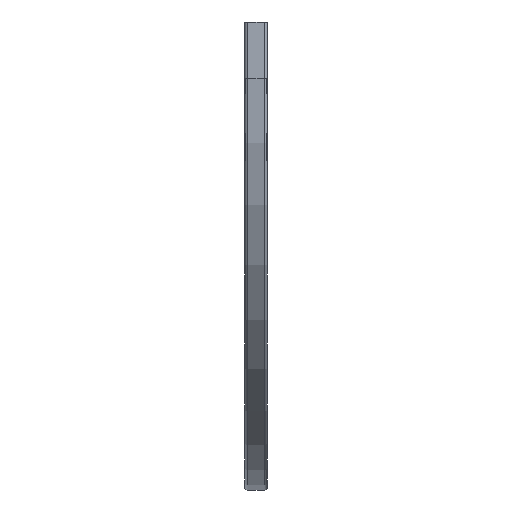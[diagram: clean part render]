
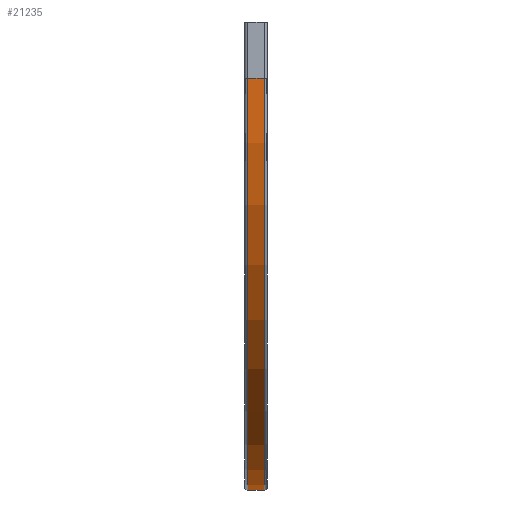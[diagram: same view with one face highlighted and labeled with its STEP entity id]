
A CAD part, left-side view. The second image highlights one B-rep face of the part: STEP entity #21235.
In plain terms, the highlighted cylindrical face has radius 1100 mm (diameter 2200 mm), a partial arc.
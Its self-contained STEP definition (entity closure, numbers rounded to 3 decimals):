
#1100 = FACE_OUTER_BOUND ( 'NONE', #6169, .T. ) ;
#1475 = CARTESIAN_POINT ( 'NONE',  ( -785., 6.791, -150. ) ) ;
#1746 = DIRECTION ( 'NONE',  ( 1., 0., 0. ) ) ;
#2755 = DIRECTION ( 'NONE',  ( 1., 0., 0. ) ) ;
#4069 = VERTEX_POINT ( 'NONE', #4909 ) ;
#4909 = CARTESIAN_POINT ( 'NONE',  ( -785., 22.5, -150. ) ) ;
#6169 = EDGE_LOOP ( 'NONE', ( #25400, #6843, #21452, #16739 ) ) ;
#6843 = ORIENTED_EDGE ( 'NONE', *, *, #31338, .T. ) ;
#7800 = CARTESIAN_POINT ( 'NONE',  ( -785., -22.5, -150. ) ) ;
#8352 = DIRECTION ( 'NONE',  ( 1., 0., 0. ) ) ;
#9944 = CIRCLE ( 'NONE', #26932, 1100. ) ;
#11292 = CARTESIAN_POINT ( 'NONE',  ( 315., -22.5, -1250. ) ) ;
#13221 = AXIS2_PLACEMENT_3D ( 'NONE', #35821, #27529, #8352 ) ;
#14044 = VECTOR ( 'NONE', #31487, 1000. ) ;
#14954 = CYLINDRICAL_SURFACE ( 'NONE', #13221, 1100. ) ;
#15426 = VECTOR ( 'NONE', #31888, 1000. ) ;
#16739 = ORIENTED_EDGE ( 'NONE', *, *, #30893, .F. ) ;
#18306 = DIRECTION ( 'NONE',  ( 0., 1., 0. ) ) ;
#19293 = DIRECTION ( 'NONE',  ( 0., 1., 0. ) ) ;
#21235 = ADVANCED_FACE ( 'NONE', ( #1100 ), #14954, .T. ) ;
#21452 = ORIENTED_EDGE ( 'NONE', *, *, #35056, .T. ) ;
#25400 = ORIENTED_EDGE ( 'NONE', *, *, #28418, .F. ) ;
#25920 = VERTEX_POINT ( 'NONE', #11292 ) ;
#26237 = VERTEX_POINT ( 'NONE', #35038 ) ;
#26423 = CIRCLE ( 'NONE', #35653, 1100. ) ;
#26932 = AXIS2_PLACEMENT_3D ( 'NONE', #35841, #19293, #2755 ) ;
#27529 = DIRECTION ( 'NONE',  ( 0., 1., 0. ) ) ;
#28418 = EDGE_CURVE ( 'NONE', #25920, #26237, #29594, .T. ) ;
#28749 = CARTESIAN_POINT ( 'NONE',  ( 315., 6.791, -1250. ) ) ;
#29594 = LINE ( 'NONE', #28749, #14044 ) ;
#30106 = LINE ( 'NONE', #1475, #15426 ) ;
#30893 = EDGE_CURVE ( 'NONE', #26237, #4069, #26423, .T. ) ;
#31338 = EDGE_CURVE ( 'NONE', #25920, #32305, #9944, .T. ) ;
#31487 = DIRECTION ( 'NONE',  ( 0., 1., 0. ) ) ;
#31888 = DIRECTION ( 'NONE',  ( 0., 1., 0. ) ) ;
#32305 = VERTEX_POINT ( 'NONE', #7800 ) ;
#34821 = CARTESIAN_POINT ( 'NONE',  ( 315., 22.5, -150. ) ) ;
#35038 = CARTESIAN_POINT ( 'NONE',  ( 315., 22.5, -1250. ) ) ;
#35056 = EDGE_CURVE ( 'NONE', #32305, #4069, #30106, .T. ) ;
#35653 = AXIS2_PLACEMENT_3D ( 'NONE', #34821, #18306, #1746 ) ;
#35821 = CARTESIAN_POINT ( 'NONE',  ( 315., 0., -150. ) ) ;
#35841 = CARTESIAN_POINT ( 'NONE',  ( 315., -22.5, -150. ) ) ;
